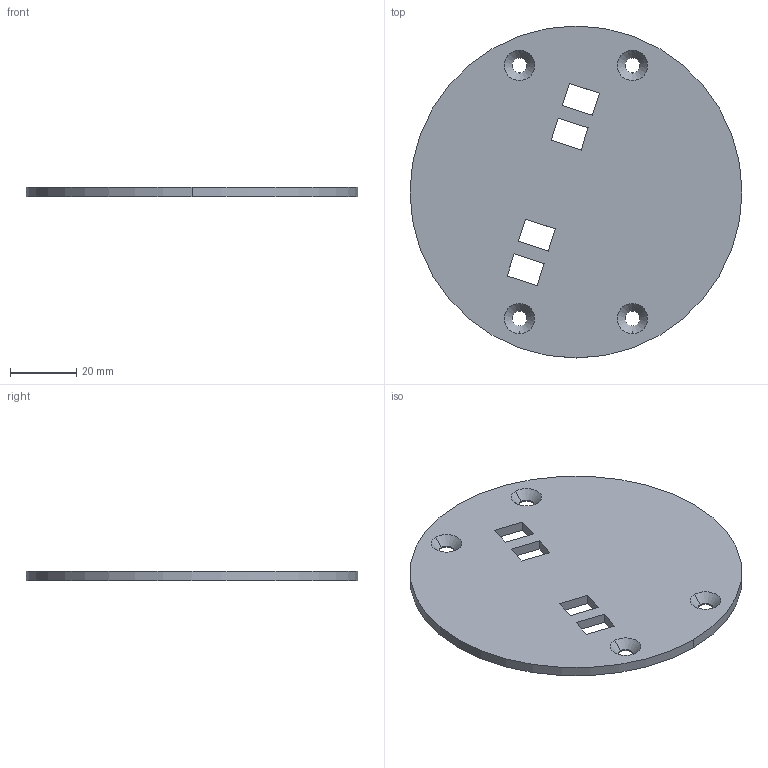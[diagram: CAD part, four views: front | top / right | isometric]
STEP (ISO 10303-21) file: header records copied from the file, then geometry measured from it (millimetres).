
FILE_DESCRIPTION (( 'STEP AP203' ), '1' );
FILE_NAME ('a4_t.STEP', '2015-02-28T01:12:05', ( '' ), ( '' ), 'SwSTEP 2.0', 'SolidWorks 2013', '' );
FILE_SCHEMA (( 'CONFIG_CONTROL_DESIGN' ));
Length unit declared in the file: millimetre
Products named in the file (1): a4_t
Bounding box: 100 x 100 x 3 mm (x, y, z)
Volume: 22340.3 mm3; surface area: 16510.4 mm2
Topology: 1 solids, 1 shells, 36 faces, 94 edges, 60 vertices
Faces by surface type: plane 18, cylinder 10, cone 8
Entity records: 1211 total; most frequent: DIRECTION 196, CARTESIAN_POINT 191, ORIENTED_EDGE 188, EDGE_CURVE 94, LINE 66, VECTOR 66, AXIS2_PLACEMENT_3D 65, VERTEX_POINT 60
